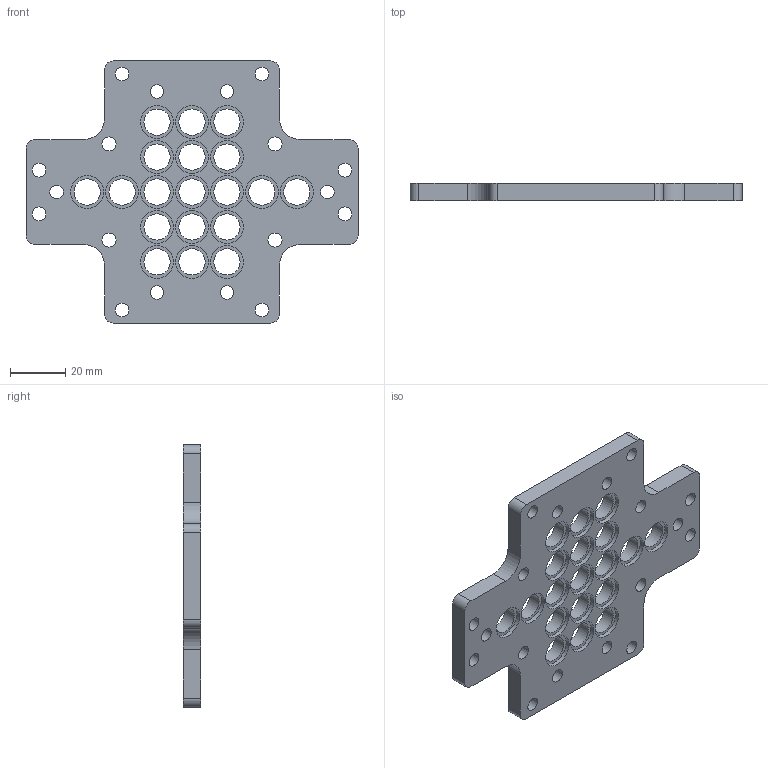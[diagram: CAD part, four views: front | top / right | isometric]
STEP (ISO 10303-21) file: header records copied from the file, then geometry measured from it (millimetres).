
FILE_DESCRIPTION(/* description */ (''),/* implementation_level */ '2;1');
FILE_NAME(/* name */ '0.5in From Edge Box Tube Drill Guide - Metal.stp',/* time_stamp */ '2022-02-10T13:12:14-05:00',/* author */ ('Cal'),/* organization */ (''),/* preprocessor_version */ 'ST-DEVELOPER v18.1',/* originating_system */ 'Autodesk Inventor 2022',/* authorisation */ '');
FILE_SCHEMA (('AUTOMOTIVE_DESIGN { 1 0 10303 214 3 1 1 }'));
Length unit declared in the file: inch
Products named in the file (1): Drill Guide
Bounding box: 120.65 x 6.35 x 95.25 mm (x, y, z)
Volume: 40391.2 mm3; surface area: 21322.7 mm2
Topology: 1 solids, 1 shells, 101 faces, 240 edges, 160 vertices
Faces by surface type: cylinder 68, plane 33
Full cylindrical faces by diameter (mm): 4.978 x14, 5.105 x4, 9.525 x19, 11.989 x19
Entity records: 3181 total; most frequent: DIRECTION 580, CARTESIAN_POINT 502, ORIENTED_EDGE 480, EDGE_CURVE 240, AXIS2_PLACEMENT_3D 238, EDGE_LOOP 194, VERTEX_POINT 160, CIRCLE 136
